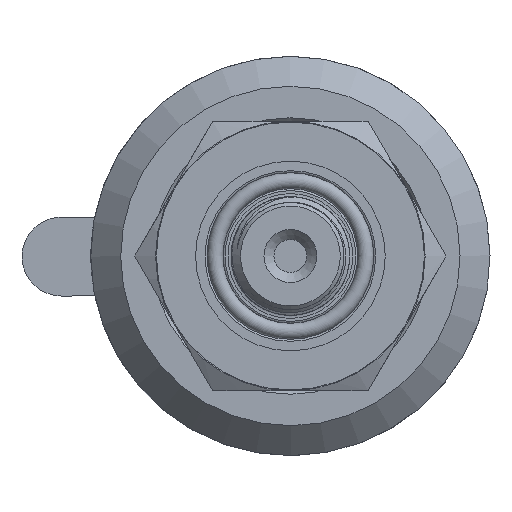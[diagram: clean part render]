
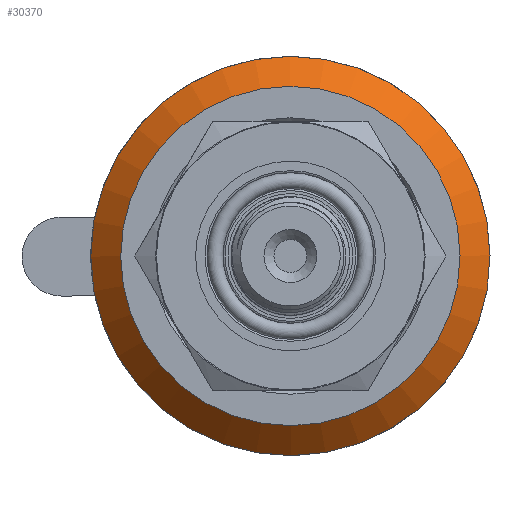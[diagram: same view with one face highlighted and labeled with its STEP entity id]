
A CAD part, left-side view. The second image highlights one B-rep face of the part: STEP entity #30370.
In plain terms, the highlighted conical face has half-angle 45 degrees and reference radius 18.5 mm.
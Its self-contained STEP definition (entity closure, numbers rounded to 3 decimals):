
#1681=CONICAL_SURFACE('',#32117,18.5,0.785);
#2317=FACE_OUTER_BOUND('',#4053,.T.);
#4053=EDGE_LOOP('',(#23449,#23450,#23451,#23452));
#5468=CIRCLE('',#32116,20.);
#5469=CIRCLE('',#32118,17.);
#7467=LINE('',#58616,#10420);
#10420=VECTOR('',#35471,18.5);
#13744=VERTEX_POINT('',#58611);
#13745=VERTEX_POINT('',#58615);
#17311=EDGE_CURVE('',#13744,#13744,#5468,.T.);
#17312=EDGE_CURVE('',#13744,#13745,#7467,.T.);
#17313=EDGE_CURVE('',#13745,#13745,#5469,.T.);
#23449=ORIENTED_EDGE('',*,*,#17311,.F.);
#23450=ORIENTED_EDGE('',*,*,#17312,.T.);
#23451=ORIENTED_EDGE('',*,*,#17313,.T.);
#23452=ORIENTED_EDGE('',*,*,#17312,.F.);
#30370=ADVANCED_FACE('',(#2317),#1681,.T.);
#32116=AXIS2_PLACEMENT_3D('',#58613,#35467,#35468);
#32117=AXIS2_PLACEMENT_3D('',#58614,#35469,#35470);
#32118=AXIS2_PLACEMENT_3D('',#58617,#35472,#35473);
#35467=DIRECTION('center_axis',(-1.,0.,0.));
#35468=DIRECTION('ref_axis',(0.,0.,
-1.));
#35469=DIRECTION('center_axis',(-1.,0.,0.));
#35470=DIRECTION('ref_axis',(0.,-1.,0.));
#35471=DIRECTION('',(0.707,-0.707,0.));
#35472=DIRECTION('center_axis',(-1.,0.,0.));
#35473=DIRECTION('ref_axis',(0.,0.,
-1.));
#58611=CARTESIAN_POINT('',(21.,20.,0.));
#58613=CARTESIAN_POINT('Origin',(21.,0.,0.));
#58614=CARTESIAN_POINT('Origin',(22.5,0.,0.));
#58615=CARTESIAN_POINT('',(24.,17.,0.));
#58616=CARTESIAN_POINT('',(22.5,18.5,0.));
#58617=CARTESIAN_POINT('Origin',(24.,0.,0.));
